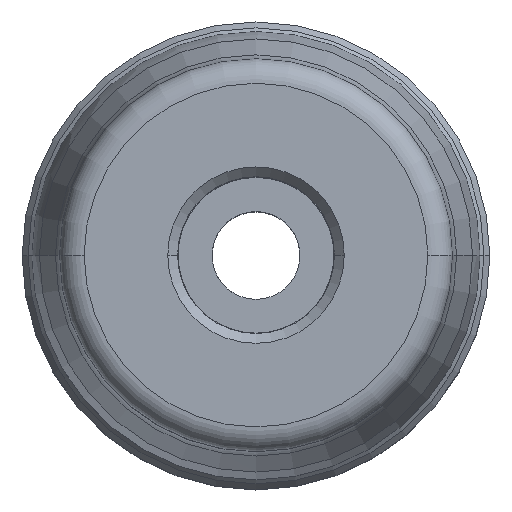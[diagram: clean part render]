
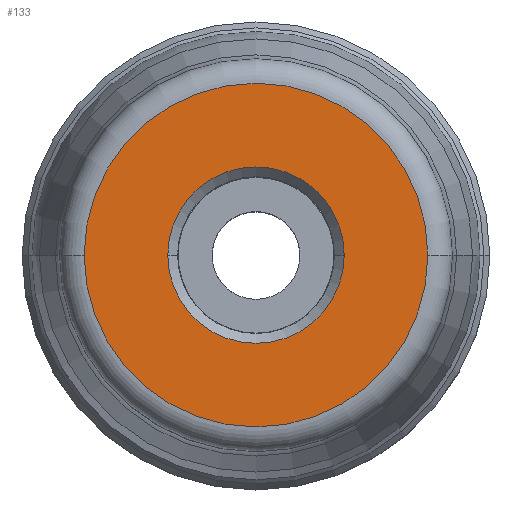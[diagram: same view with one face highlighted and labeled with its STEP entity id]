
A CAD part, top view. The second image highlights one B-rep face of the part: STEP entity #133.
In plain terms, the highlighted planar face has unit normal (0, 0, 1).
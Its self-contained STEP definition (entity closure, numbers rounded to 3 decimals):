
#77=PLANE('',#1372);
#84=FACE_BOUND('',#310,.T.);
#85=FACE_BOUND('',#311,.T.);
#133=ADVANCED_FACE('',(#84,#85),#77,.F.);
#310=EDGE_LOOP('',(#520,#521,#522,#523));
#311=EDGE_LOOP('',(#524,#525));
#520=ORIENTED_EDGE('',*,*,#842,.F.);
#521=ORIENTED_EDGE('',*,*,#840,.F.);
#522=ORIENTED_EDGE('',*,*,#839,.F.);
#523=ORIENTED_EDGE('',*,*,#843,.T.);
#524=ORIENTED_EDGE('',*,*,#844,.F.);
#525=ORIENTED_EDGE('',*,*,#845,.F.);
#712=VERTEX_POINT('',#2159);
#713=VERTEX_POINT('',#2161);
#714=VERTEX_POINT('',#2163);
#715=VERTEX_POINT('',#2167);
#716=VERTEX_POINT('',#2171);
#717=VERTEX_POINT('',#2172);
#839=EDGE_CURVE('',#712,#713,#972,.T.);
#840=EDGE_CURVE('',#713,#714,#973,.T.);
#842=EDGE_CURVE('',#714,#715,#975,.T.);
#843=EDGE_CURVE('',#712,#715,#976,.T.);
#844=EDGE_CURVE('',#716,#717,#977,.T.);
#845=EDGE_CURVE('',#717,#716,#978,.T.);
#972=CIRCLE('',#1363,14.);
#973=CIRCLE('',#1364,14.);
#975=CIRCLE('',#1367,14.);
#976=CIRCLE('',#1368,14.);
#977=CIRCLE('',#1370,7.185);
#978=CIRCLE('',#1371,7.185);
#1363=AXIS2_PLACEMENT_3D('',#2160,#1693,#1694);
#1364=AXIS2_PLACEMENT_3D('',#2162,#1695,#1696);
#1367=AXIS2_PLACEMENT_3D('',#2166,#1701,#1702);
#1368=AXIS2_PLACEMENT_3D('',#2168,#1703,#1704);
#1370=AXIS2_PLACEMENT_3D('',#2170,#1707,#1708);
#1371=AXIS2_PLACEMENT_3D('',#2173,#1709,#1710);
#1372=AXIS2_PLACEMENT_3D('',#2174,#1711,#1712);
#1693=DIRECTION('',(0.,0.,-1.));
#1694=DIRECTION('',(1.,0.,0.));
#1695=DIRECTION('',(0.,0.,-1.));
#1696=DIRECTION('',(1.,-0.001,0.));
#1701=DIRECTION('',(0.,0.,-1.));
#1702=DIRECTION('',(-1.,0.001,0.));
#1703=DIRECTION('',(0.,0.,1.));
#1704=DIRECTION('',(-1.,0.001,0.));
#1707=DIRECTION('',(0.,0.,1.));
#1708=DIRECTION('',(1.,0.,0.));
#1709=DIRECTION('',(0.,0.,1.));
#1710=DIRECTION('',(-1.,0.,0.));
#1711=DIRECTION('',(0.,0.,-1.));
#1712=DIRECTION('',(1.,0.,0.));
#2159=CARTESIAN_POINT('',(14.,0.,0.));
#2160=CARTESIAN_POINT('',(0.,0.,0.));
#2161=CARTESIAN_POINT('',(14.,-0.019,0.));
#2162=CARTESIAN_POINT('',(0.,0.,0.));
#2163=CARTESIAN_POINT('',(-14.,0.,0.));
#2166=CARTESIAN_POINT('',(0.,0.,0.));
#2167=CARTESIAN_POINT('',(-14.,0.019,0.));
#2168=CARTESIAN_POINT('',(0.,0.,0.));
#2170=CARTESIAN_POINT('',(0.,0.,0.));
#2171=CARTESIAN_POINT('',(7.185,0.,0.));
#2172=CARTESIAN_POINT('',(-7.185,0.,0.));
#2173=CARTESIAN_POINT('',(0.,0.,0.));
#2174=CARTESIAN_POINT('',(0.,0.,0.));
